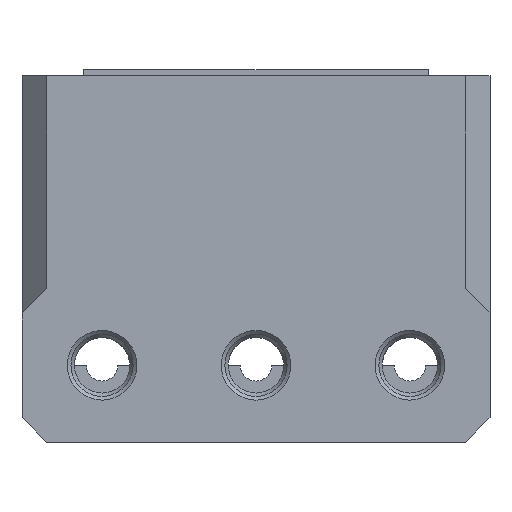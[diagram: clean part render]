
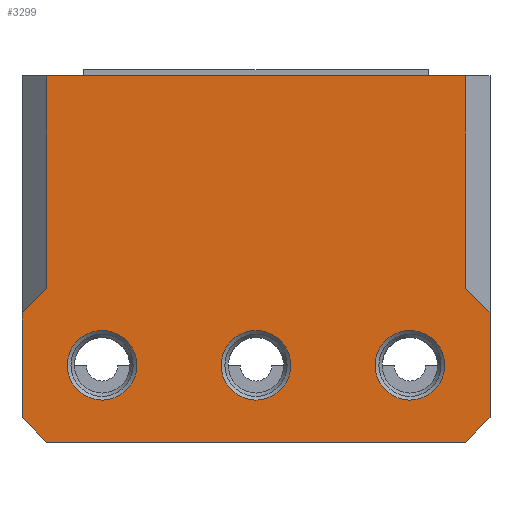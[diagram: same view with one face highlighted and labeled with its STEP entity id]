
A CAD part, left-side view. The second image highlights one B-rep face of the part: STEP entity #3299.
In plain terms, the highlighted planar face has unit normal (-1, 0, 0).
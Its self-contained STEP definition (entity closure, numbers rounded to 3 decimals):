
#42=FACE_BOUND('',#405,.T.);
#43=FACE_BOUND('',#406,.T.);
#44=FACE_BOUND('',#407,.T.);
#215=FACE_OUTER_BOUND('',#404,.T.);
#404=EDGE_LOOP('',(#2545,#2546,#2547,#2548,#2549,#2550,#2551,#2552,#2553,
#2554));
#405=EDGE_LOOP('',(#2555));
#406=EDGE_LOOP('',(#2556));
#407=EDGE_LOOP('',(#2557));
#638=LINE('',#5225,#987);
#683=LINE('',#5370,#1032);
#684=LINE('',#5372,#1033);
#685=LINE('',#5374,#1034);
#686=LINE('',#5376,#1035);
#687=LINE('',#5378,#1036);
#688=LINE('',#5380,#1037);
#689=LINE('',#5382,#1038);
#690=LINE('',#5384,#1039);
#691=LINE('',#5385,#1040);
#987=VECTOR('',#3955,10.);
#1032=VECTOR('',#4100,10.);
#1033=VECTOR('',#4101,10.);
#1034=VECTOR('',#4102,10.);
#1035=VECTOR('',#4103,10.);
#1036=VECTOR('',#4104,10.);
#1037=VECTOR('',#4105,10.);
#1038=VECTOR('',#4106,10.);
#1039=VECTOR('',#4107,10.);
#1040=VECTOR('',#4108,10.);
#1261=CIRCLE('',#3539,2.825);
#1264=CIRCLE('',#3543,2.825);
#1265=CIRCLE('',#3544,2.825);
#1445=VERTEX_POINT('',#5222);
#1446=VERTEX_POINT('',#5224);
#1493=VERTEX_POINT('',#5361);
#1496=VERTEX_POINT('',#5369);
#1497=VERTEX_POINT('',#5371);
#1498=VERTEX_POINT('',#5373);
#1499=VERTEX_POINT('',#5375);
#1500=VERTEX_POINT('',#5377);
#1501=VERTEX_POINT('',#5379);
#1502=VERTEX_POINT('',#5381);
#1503=VERTEX_POINT('',#5383);
#1504=VERTEX_POINT('',#5386);
#1505=VERTEX_POINT('',#5388);
#1809=EDGE_CURVE('',#1445,#1446,#638,.T.);
#1879=EDGE_CURVE('',#1493,#1493,#1261,.T.);
#1883=EDGE_CURVE('',#1445,#1496,#683,.T.);
#1884=EDGE_CURVE('',#1497,#1496,#684,.T.);
#1885=EDGE_CURVE('',#1498,#1497,#685,.T.);
#1886=EDGE_CURVE('',#1499,#1498,#686,.T.);
#1887=EDGE_CURVE('',#1499,#1500,#687,.T.);
#1888=EDGE_CURVE('',#1501,#1500,#688,.T.);
#1889=EDGE_CURVE('',#1502,#1501,#689,.T.);
#1890=EDGE_CURVE('',#1503,#1502,#690,.T.);
#1891=EDGE_CURVE('',#1446,#1503,#691,.T.);
#1892=EDGE_CURVE('',#1504,#1504,#1264,.T.);
#1893=EDGE_CURVE('',#1505,#1505,#1265,.T.);
#2545=ORIENTED_EDGE('',*,*,#1883,.T.);
#2546=ORIENTED_EDGE('',*,*,#1884,.F.);
#2547=ORIENTED_EDGE('',*,*,#1885,.F.);
#2548=ORIENTED_EDGE('',*,*,#1886,.F.);
#2549=ORIENTED_EDGE('',*,*,#1887,.T.);
#2550=ORIENTED_EDGE('',*,*,#1888,.F.);
#2551=ORIENTED_EDGE('',*,*,#1889,.F.);
#2552=ORIENTED_EDGE('',*,*,#1890,.F.);
#2553=ORIENTED_EDGE('',*,*,#1891,.F.);
#2554=ORIENTED_EDGE('',*,*,#1809,.F.);
#2555=ORIENTED_EDGE('',*,*,#1892,.F.);
#2556=ORIENTED_EDGE('',*,*,#1893,.F.);
#2557=ORIENTED_EDGE('',*,*,#1879,.F.);
#3145=PLANE('',#3542);
#3299=ADVANCED_FACE('',(#215,#42,#43,#44),#3145,.T.);
#3539=AXIS2_PLACEMENT_3D('',#5362,#4091,#4092);
#3542=AXIS2_PLACEMENT_3D('',#5368,#4098,#4099);
#3543=AXIS2_PLACEMENT_3D('',#5387,#4109,#4110);
#3544=AXIS2_PLACEMENT_3D('',#5389,#4111,#4112);
#3955=DIRECTION('',(0.,-1.,0.));
#4091=DIRECTION('center_axis',(-1.,0.,0.));
#4092=DIRECTION('ref_axis',(0.,-1.,0.));
#4098=DIRECTION('center_axis',(-1.,0.,0.));
#4099=DIRECTION('ref_axis',(0.,0.,1.));
#4100=DIRECTION('',(0.,0.,-1.));
#4101=DIRECTION('',(0.,-0.707,0.707));
#4102=DIRECTION('',(0.,0.,1.));
#4103=DIRECTION('',(0.,0.707,0.707));
#4104=DIRECTION('',(0.,-1.,0.));
#4105=DIRECTION('',(0.,0.707,-0.707));
#4106=DIRECTION('',(0.,0.,-1.));
#4107=DIRECTION('',(0.,-0.707,-0.707));
#4108=DIRECTION('',(0.,0.,-1.));
#4109=DIRECTION('center_axis',(-1.,0.,0.));
#4110=DIRECTION('ref_axis',(0.,-1.,0.));
#4111=DIRECTION('center_axis',(-1.,0.,0.));
#4112=DIRECTION('ref_axis',(0.,-1.,0.));
#5222=CARTESIAN_POINT('',(24.625,17.,14.75));
#5224=CARTESIAN_POINT('',(24.625,-17.,14.75));
#5225=CARTESIAN_POINT('',(24.625,17.,14.75));
#5361=CARTESIAN_POINT('',(24.625,-9.675,-8.75));
#5362=CARTESIAN_POINT('Origin',(24.625,-12.5,-8.75));
#5368=CARTESIAN_POINT('Origin',(24.625,0.,-15.));
#5369=CARTESIAN_POINT('',(24.625,17.,-2.5));
#5370=CARTESIAN_POINT('',(24.625,17.,14.25));
#5371=CARTESIAN_POINT('',(24.625,19.,-4.5));
#5372=CARTESIAN_POINT('',(24.625,16.375,-1.875));
#5373=CARTESIAN_POINT('',(24.625,19.,-13.));
#5374=CARTESIAN_POINT('',(24.625,19.,-15.));
#5375=CARTESIAN_POINT('',(24.625,17.,-15.));
#5376=CARTESIAN_POINT('',(24.625,13.25,-18.75));
#5377=CARTESIAN_POINT('',(24.625,-17.,-15.));
#5378=CARTESIAN_POINT('',(24.625,0.,-15.));
#5379=CARTESIAN_POINT('',(24.625,-19.,-13.));
#5380=CARTESIAN_POINT('',(24.625,-13.25,-18.75));
#5381=CARTESIAN_POINT('',(24.625,-19.,-4.5));
#5382=CARTESIAN_POINT('',(24.625,-19.,-15.));
#5383=CARTESIAN_POINT('',(24.625,-17.,-2.5));
#5384=CARTESIAN_POINT('',(24.625,-16.375,-1.875));
#5385=CARTESIAN_POINT('',(24.625,-17.,2.75));
#5386=CARTESIAN_POINT('',(24.625,2.825,-8.75));
#5387=CARTESIAN_POINT('Origin',(24.625,0.,-8.75));
#5388=CARTESIAN_POINT('',(24.625,15.325,-8.75));
#5389=CARTESIAN_POINT('Origin',(24.625,12.5,-8.75));
